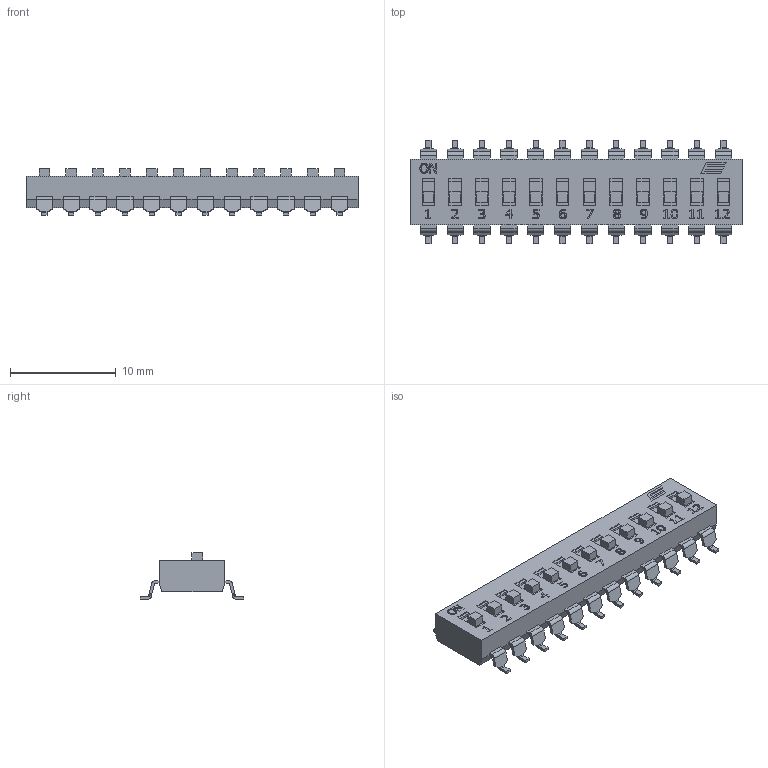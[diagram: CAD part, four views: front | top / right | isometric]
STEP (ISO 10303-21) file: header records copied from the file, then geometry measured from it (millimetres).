
FILE_DESCRIPTION(/* description */ (''),/* implementation_level */ '2;1');
FILE_NAME(/* name */ 'KAE12LGGx.stp',/* time_stamp */ '2024-03-15T10:48:38-05:00',/* author */ ('mwilliams'),/* organization */ (''),/* preprocessor_version */ 'ST-DEVELOPER v18.1',/* originating_system */ 'Autodesk Inventor 2022',/* authorisation */ '');
FILE_SCHEMA (('AUTOMOTIVE_DESIGN { 1 0 10303 214 3 1 1 }'));
Length unit declared in the file: inch
Products named in the file (1): 000017079_Simplify_1
Bounding box: 31.42 x 9.8 x 4.4 mm (x, y, z)
Volume: 600.1 mm3; surface area: 855.2 mm2
Topology: 1 solids, 1 shells, 889 faces, 2382 edges, 1532 vertices
Faces by surface type: plane 651, bspline 142, cylinder 96
Entity records: 28467 total; most frequent: CARTESIAN_POINT 7098, ORIENTED_EDGE 4764, DIRECTION 3786, EDGE_CURVE 2382, LINE 1906, VECTOR 1906, VERTEX_POINT 1532, AXIS2_PLACEMENT_3D 940
